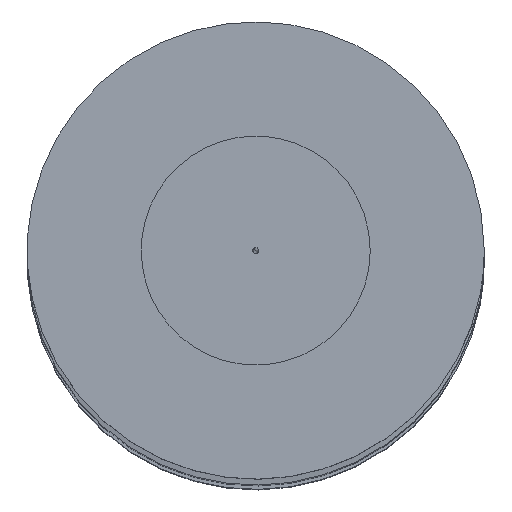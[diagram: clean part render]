
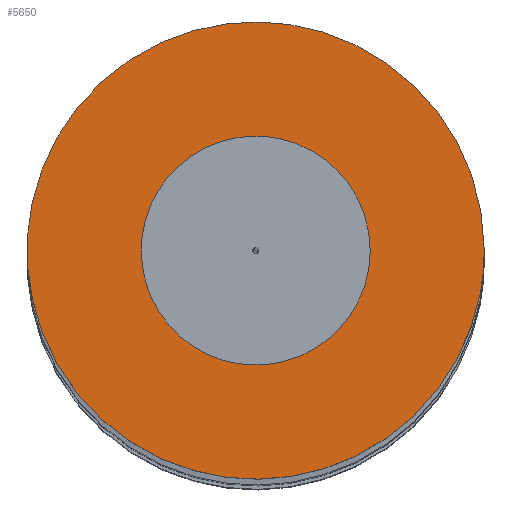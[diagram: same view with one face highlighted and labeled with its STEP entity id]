
A CAD part, top view. The second image highlights one B-rep face of the part: STEP entity #5650.
In plain terms, the highlighted planar face has unit normal (0, 0, 1).
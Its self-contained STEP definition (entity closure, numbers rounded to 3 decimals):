
#5190 = CARTESIAN_POINT ('', (2.503, 0., -3.));
#5200 = VERTEX_POINT ('', #5190);
#5210 = CARTESIAN_POINT ('', (2.503, 0., -3.));
#5220 = CARTESIAN_POINT ('', (2.503, 2.503, -3.));
#5230 = CARTESIAN_POINT ('', (0., 2.503, -3.));
#5240 = CARTESIAN_POINT ('', (-2.503, 2.503, -3.));
#5250 = CARTESIAN_POINT ('', (-2.503, 0., -3.));
#5260 = CARTESIAN_POINT ('', (-2.503, -2.503, -3.));
#5270 = CARTESIAN_POINT ('', (0., -2.503, -3.));
#5280 = CARTESIAN_POINT ('', (2.503, -2.503, -3.));
#5290 = CARTESIAN_POINT ('', (2.503, 0., -3.));
#5300 = (
   BOUNDED_CURVE ()
   B_SPLINE_CURVE (2, (#5210, #5220, #5230, #5240, #5250, #5260, #5270, #5280, #5290), .UNSPECIFIED., .T., .U.)
   B_SPLINE_CURVE_WITH_KNOTS ((3, 2, 2, 2, 3), (0., 1.571, 3.142, 4.712, 6.283), .UNSPECIFIED.)
   CURVE ()
   GEOMETRIC_REPRESENTATION_ITEM ()
   RATIONAL_B_SPLINE_CURVE ((1., 0.707, 1., 0.707, 1., 0.707, 1., 0.707, 1.))
   REPRESENTATION_ITEM ('')
);
#5310 = EDGE_CURVE ('', #5200, #5200, #5300, .T.);
#5410 = CARTESIAN_POINT ('', (5., 0., -3.));
#5420 = VERTEX_POINT ('', #5410);
#5430 = CARTESIAN_POINT ('', (5., 0., -3.));
#5440 = CARTESIAN_POINT ('', (5., 5., -3.));
#5450 = CARTESIAN_POINT ('', (0., 5., -3.));
#5460 = CARTESIAN_POINT ('', (-5., 5., -3.));
#5470 = CARTESIAN_POINT ('', (-5., 0., -3.));
#5480 = CARTESIAN_POINT ('', (-5., -5., -3.));
#5490 = CARTESIAN_POINT ('', (0., -5., -3.));
#5500 = CARTESIAN_POINT ('', (5., -5., -3.));
#5510 = CARTESIAN_POINT ('', (5., 0., -3.));
#5520 = (
   BOUNDED_CURVE ()
   B_SPLINE_CURVE (2, (#5430, #5440, #5450, #5460, #5470, #5480, #5490, #5500, #5510), .UNSPECIFIED., .T., .U.)
   B_SPLINE_CURVE_WITH_KNOTS ((3, 2, 2, 2, 3), (0., 1.571, 3.142, 4.712, 6.283), .UNSPECIFIED.)
   CURVE ()
   GEOMETRIC_REPRESENTATION_ITEM ()
   RATIONAL_B_SPLINE_CURVE ((1., 0.707, 1., 0.707, 1., 0.707, 1., 0.707, 1.))
   REPRESENTATION_ITEM ('')
);
#5530 = EDGE_CURVE ('', #5420, #5420, #5520, .T.);
#5540 = ORIENTED_EDGE ('', *, *, #5530, .T.);
#5550 = EDGE_LOOP ('', (#5540));
#5560 = FACE_OUTER_BOUND ('', #5550, .T.);
#5570 = ORIENTED_EDGE ('', *, *, #5310, .F.);
#5580 = EDGE_LOOP ('', (#5570));
#5590 = FACE_BOUND ('', #5580, .T.);
#5600 = CARTESIAN_POINT ('', (0., 0., -3.));
#5610 = DIRECTION ('', (0., 0., 1.));
#5620 = DIRECTION ('', (1., 0., 0.));
#5630 = AXIS2_PLACEMENT_3D ('', #5600, #5610, #5620);
#5640 = PLANE ('', #5630);
#5650 = ADVANCED_FACE ('', (#5560, #5590), #5640, .T.);
